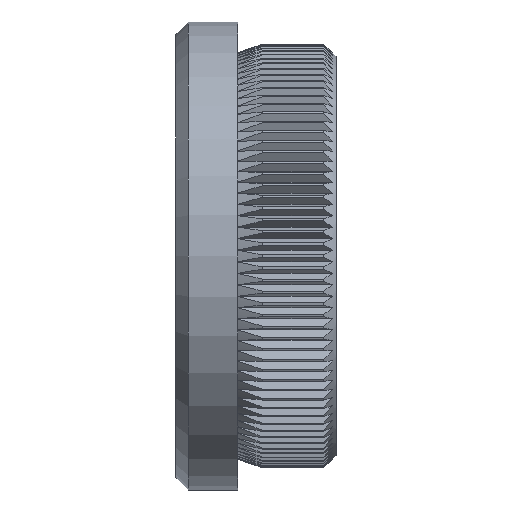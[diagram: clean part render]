
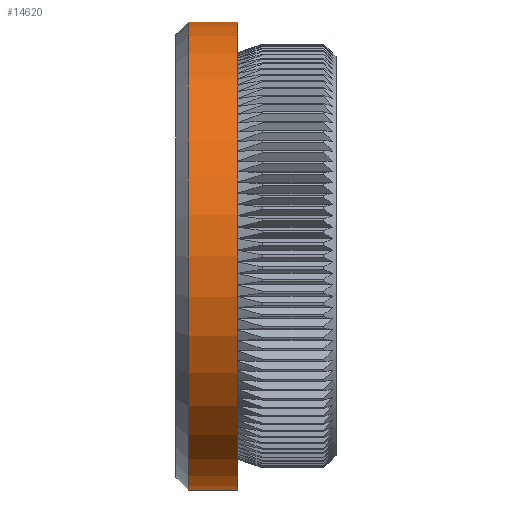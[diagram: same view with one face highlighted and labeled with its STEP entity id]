
A CAD part, left-side view. The second image highlights one B-rep face of the part: STEP entity #14620.
In plain terms, the highlighted cylindrical face has radius 19 mm (diameter 38 mm), a partial arc.
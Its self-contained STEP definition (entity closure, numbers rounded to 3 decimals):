
#960 = AXIS2_PLACEMENT_3D ( 'NONE', #16886, #12473, #5977 ) ;
#1145 = LINE ( 'NONE', #22398, #16967 ) ;
#1260 = DIRECTION ( 'NONE',  ( 0., 0., -1. ) ) ;
#1845 = CARTESIAN_POINT ( 'NONE',  ( 0., 8., 19. ) ) ;
#2379 = VECTOR ( 'NONE', #14514, 1000. ) ;
#2638 = CYLINDRICAL_SURFACE ( 'NONE', #21118, 19. ) ;
#2656 = EDGE_CURVE ( 'NONE', #12601, #27090, #17047, .T. ) ;
#2684 = CARTESIAN_POINT ( 'NONE',  ( 0., 12., -19. ) ) ;
#3508 = CARTESIAN_POINT ( 'NONE',  ( 0., 0., 19. ) ) ;
#4294 = ORIENTED_EDGE ( 'NONE', *, *, #12378, .F. ) ;
#5251 = DIRECTION ( 'NONE',  ( 0., 0., 1. ) ) ;
#5977 = DIRECTION ( 'NONE',  ( 0., 0., -1. ) ) ;
#7015 = CIRCLE ( 'NONE', #18777, 19. ) ;
#7488 = EDGE_LOOP ( 'NONE', ( #4294, #13420, #24670, #23524 ) ) ;
#8760 = LINE ( 'NONE', #3508, #2379 ) ;
#9361 = DIRECTION ( 'NONE',  ( 0., -1., 0. ) ) ;
#11580 = EDGE_CURVE ( 'NONE', #16813, #27090, #1145, .T. ) ;
#11697 = DIRECTION ( 'NONE',  ( 0., -1., 0. ) ) ;
#11747 = VERTEX_POINT ( 'NONE', #16610 ) ;
#12378 = EDGE_CURVE ( 'NONE', #11747, #12601, #8760, .T. ) ;
#12473 = DIRECTION ( 'NONE',  ( 0., -1., 0. ) ) ;
#12601 = VERTEX_POINT ( 'NONE', #1845 ) ;
#13420 = ORIENTED_EDGE ( 'NONE', *, *, #14526, .T. ) ;
#14514 = DIRECTION ( 'NONE',  ( 0., -1., 0. ) ) ;
#14526 = EDGE_CURVE ( 'NONE', #11747, #16813, #7015, .T. ) ;
#14620 = ADVANCED_FACE ( 'NONE', ( #21457 ), #2638, .T. ) ;
#16168 = CARTESIAN_POINT ( 'NONE',  ( 0., 12., 0. ) ) ;
#16610 = CARTESIAN_POINT ( 'NONE',  ( 0., 12., 19. ) ) ;
#16813 = VERTEX_POINT ( 'NONE', #2684 ) ;
#16886 = CARTESIAN_POINT ( 'NONE',  ( 0., 8., 0. ) ) ;
#16967 = VECTOR ( 'NONE', #9361, 1000. ) ;
#17047 = CIRCLE ( 'NONE', #960, 19. ) ;
#18230 = DIRECTION ( 'NONE',  ( 0., -1., 0. ) ) ;
#18777 = AXIS2_PLACEMENT_3D ( 'NONE', #16168, #18230, #5251 ) ;
#20529 = CARTESIAN_POINT ( 'NONE',  ( 0., 0., 0. ) ) ;
#20665 = CARTESIAN_POINT ( 'NONE',  ( 0., 8., -19. ) ) ;
#21118 = AXIS2_PLACEMENT_3D ( 'NONE', #20529, #11697, #1260 ) ;
#21457 = FACE_OUTER_BOUND ( 'NONE', #7488, .T. ) ;
#22398 = CARTESIAN_POINT ( 'NONE',  ( 0., 0., -19. ) ) ;
#23524 = ORIENTED_EDGE ( 'NONE', *, *, #2656, .F. ) ;
#24670 = ORIENTED_EDGE ( 'NONE', *, *, #11580, .T. ) ;
#27090 = VERTEX_POINT ( 'NONE', #20665 ) ;
